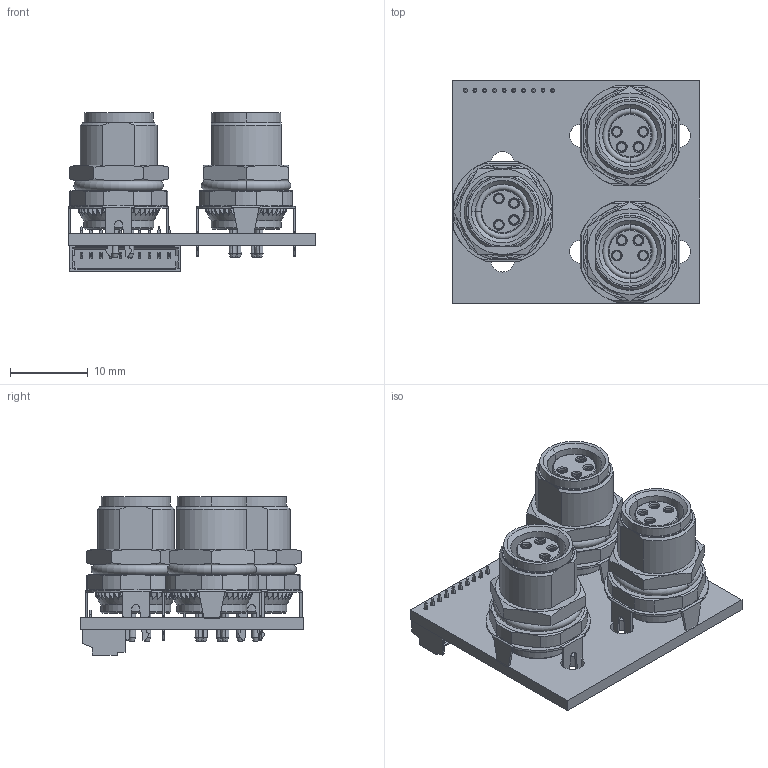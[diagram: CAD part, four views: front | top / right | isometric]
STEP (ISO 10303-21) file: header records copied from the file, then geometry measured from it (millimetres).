
FILE_DESCRIPTION(('KiCad electronic assembly'),'2;1');
FILE_NAME('travel_pressure_pcb.step','2023-11-09T11:52:03',('Pcbnew'),( 'Kicad'),'Open CASCADE STEP processor 7.7','KiCad to STEP converter' ,'Unknown');
FILE_SCHEMA(('AUTOMOTIVE_DESIGN { 1 0 10303 214 1 1 1 1 }'));
Length unit declared in the file: millimetre
Products named in the file (6): travel_pressure_pcb 1; M8S-04PFFP-SF8001-STP; SOLID; 530481010; travel_pressure_pcb PCB
Assembly tree (7 placements, depth 3):
  travel_pressure_pcb 1
    M8S-04PFFP-SF8001-STP  x3
      SOLID
    530481010
      SOLID
    travel_pressure_pcb PCB
Bounding box: 31.79 x 28.6 x 20.38 mm (x, y, z)
Volume: 5033.2 mm3; surface area: 6772.2 mm2
Topology: 5 solids, 5 shells, 1580 faces, 4196 edges, 2730 vertices
Faces by surface type: plane 822, cylinder 428, cone 144, torus 138, bspline 48
Full cylindrical faces by diameter (mm): 0.5 x10, 1.3 x12, 3 x6
Entity records: 60173 total; most frequent: CARTESIAN_POINT 22345, DIRECTION 6551, LINE 4190, VECTOR 4190, ORIENTED_EDGE 3824, PCURVE 3824, DEFINITIONAL_REPRESENTATION 3824, EDGE_CURVE 1912
